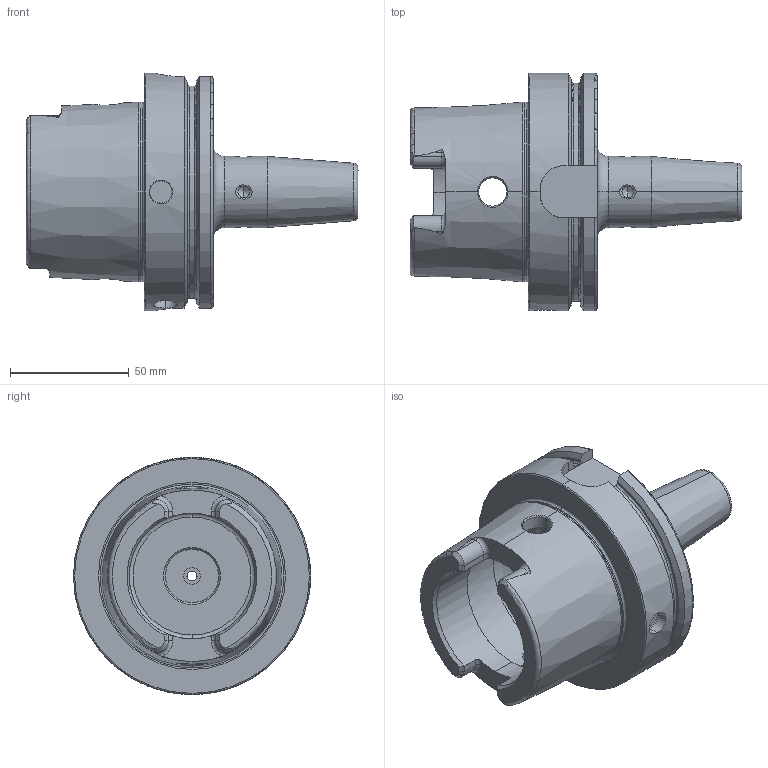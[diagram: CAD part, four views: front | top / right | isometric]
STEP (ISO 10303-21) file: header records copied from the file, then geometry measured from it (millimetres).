
FILE_DESCRIPTION (( 'STEP AP203' ), '1' );
FILE_NAME ('HA0.S10.K21.090.STEP', '2012-08-28T09:16:04', ( 'baer' ), ( 'Hewlett-Packard Company' ), 'SwSTEP 2.0', 'SolidWorks 2012', '' );
FILE_SCHEMA (( 'CONFIG_CONTROL_DESIGN' ));
Length unit declared in the file: millimetre
Products named in the file (4): HA0.S10.K21.090; ERU-CJ2.001.006; ERU-AN3.K01.020_A; HA0-S10.K21.090_C_Fertigbearbeitung
Assembly tree (4 placements, depth 2):
  HA0.S10.K21.090
    HA0-S10.K21.090_C_Fertigbearbeitung
    ERU-AN3.K01.020_A
    ERU-CJ2.001.006  x2
Bounding box: 139.98 x 100 x 100 mm (x, y, z)
Volume: 286918.7 mm3; surface area: 58616.1 mm2
Topology: 4 solids, 4 shells, 292 faces, 728 edges, 439 vertices
Faces by surface type: plane 95, cylinder 86, cone 66, torus 41, bspline 4
Entity records: 10380 total; most frequent: CARTESIAN_POINT 3510, ORIENTED_EDGE 1364, DIRECTION 1336, EDGE_CURVE 682, AXIS2_PLACEMENT_3D 523, VERTEX_POINT 419, EDGE_LOOP 297, LINE 290
